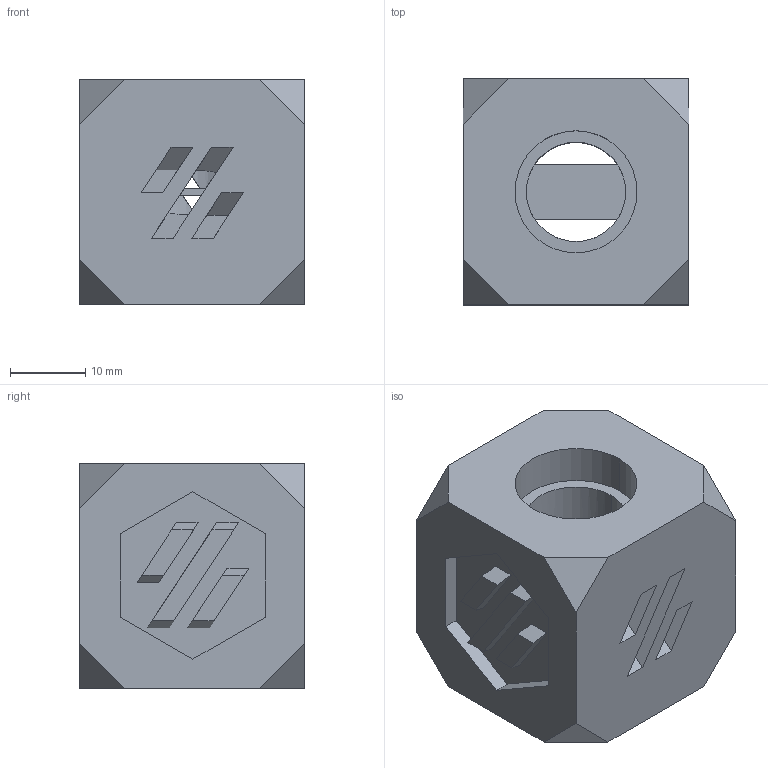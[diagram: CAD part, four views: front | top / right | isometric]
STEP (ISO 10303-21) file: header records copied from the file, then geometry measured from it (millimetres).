
FILE_DESCRIPTION (( 'STEP AP214' ), '1' );
FILE_NAME ('Voron_Design_Cube_v8.STEP', '2023-01-18T00:25:06', ( '' ), ( '' ), 'SwSTEP 2.0', 'SolidWorks 2019', '' );
FILE_SCHEMA (( 'AUTOMOTIVE_DESIGN' ));
Length unit declared in the file: millimetre
Products named in the file (1): Voron_Design_Cube_v8
Bounding box: 30 x 30 x 30 mm (x, y, z)
Volume: 20499.5 mm3; surface area: 7817.6 mm2
Topology: 1 solids, 1 shells, 127 faces, 332 edges, 220 vertices
Faces by surface type: plane 111, cylinder 6, bspline 6, cone 4
Entity records: 3948 total; most frequent: CARTESIAN_POINT 806, ORIENTED_EDGE 664, DIRECTION 580, EDGE_CURVE 332, VECTOR 288, LINE 288, VERTEX_POINT 220, EDGE_LOOP 148
